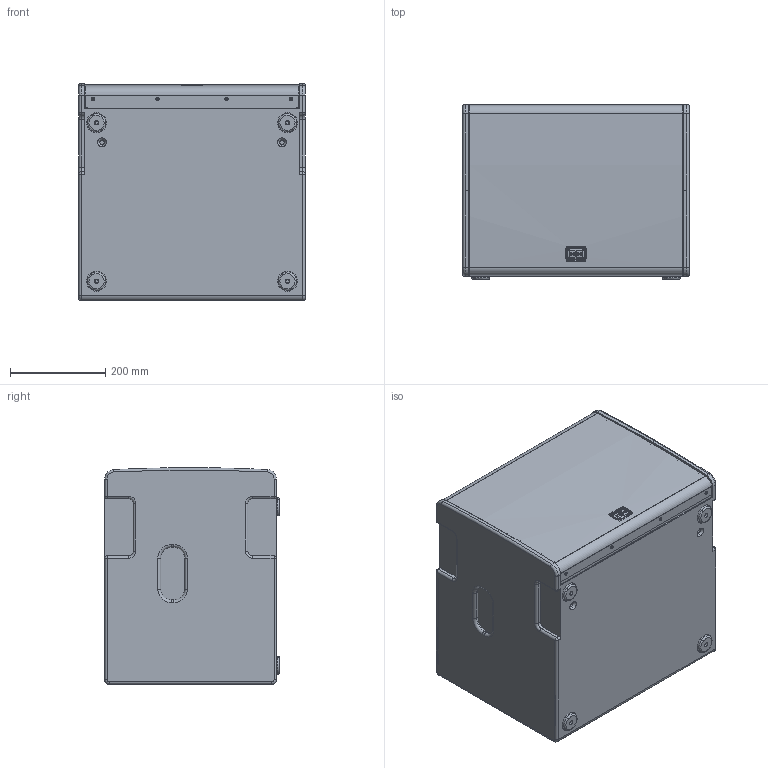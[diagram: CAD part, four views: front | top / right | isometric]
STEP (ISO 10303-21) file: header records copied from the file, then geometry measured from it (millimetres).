
FILE_DESCRIPTION (( 'STEP AP214' ), '1' );
FILE_NAME ('TNA-1200S Simplified.STEP', '2020-02-26T15:16:18', ( '' ), ( '' ), 'SwSTEP 2.0', 'SolidWorks 2019', '' );
FILE_SCHEMA (( 'AUTOMOTIVE_DESIGN' ));
Length unit declared in the file: millimetre
Products named in the file (1): TNA-1200S Simplified
Bounding box: 475 x 366 x 454 mm (x, y, z)
Volume: 73904735.9 mm3; surface area: 2039172.1 mm2
Topology: 14 solids, 27 shells, 649 faces, 1445 edges, 874 vertices
Faces by surface type: cylinder 259, plane 238, torus 78, cone 50, bspline 12, sphere 12
Entity records: 24659 total; most frequent: CARTESIAN_POINT 3728, DIRECTION 3263, ORIENTED_EDGE 2874, EDGE_CURVE 1437, AXIS2_PLACEMENT_3D 1266, VERTEX_POINT 874, LINE 731, VECTOR 731
